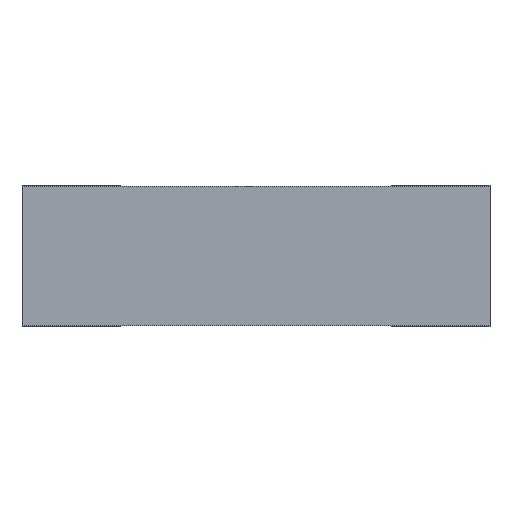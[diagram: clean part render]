
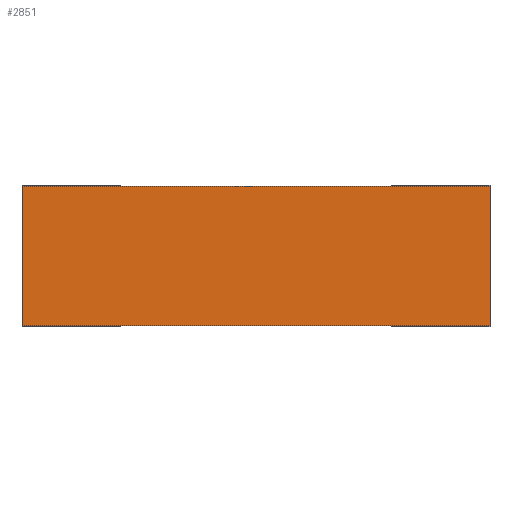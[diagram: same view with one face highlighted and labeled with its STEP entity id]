
A CAD part, left-side view. The second image highlights one B-rep face of the part: STEP entity #2851.
In plain terms, the highlighted planar face has unit normal (-1, 0, 0).
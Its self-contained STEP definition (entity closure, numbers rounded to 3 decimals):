
#44 = ORIENTED_EDGE ( 'NONE', *, *, #1691, .F. ) ;
#338 = CARTESIAN_POINT ( 'NONE',  ( -1.75, 1.9, 1.13 ) ) ;
#592 = DIRECTION ( 'NONE',  ( 0., -1., 0. ) ) ;
#960 = VECTOR ( 'NONE', #592, 1000. ) ;
#1047 = CARTESIAN_POINT ( 'NONE',  ( -1.75, -1.9, 0. ) ) ;
#1158 = CARTESIAN_POINT ( 'NONE',  ( -1.75, -1.9, 0. ) ) ;
#1512 = VERTEX_POINT ( 'NONE', #338 ) ;
#1573 = DIRECTION ( 'NONE',  ( 0., 0., 1. ) ) ;
#1691 = EDGE_CURVE ( 'NONE', #4230, #3734, #2301, .T. ) ;
#1801 = EDGE_CURVE ( 'NONE', #4230, #1512, #3359, .T. ) ;
#1812 = PLANE ( 'NONE',  #3272 ) ;
#1901 = VECTOR ( 'NONE', #2933, 1000. ) ;
#2301 = LINE ( 'NONE', #1158, #5309 ) ;
#2489 = DIRECTION ( 'NONE',  ( 0., 0., -1. ) ) ;
#2509 = ORIENTED_EDGE ( 'NONE', *, *, #3569, .T. ) ;
#2785 = LINE ( 'NONE', #5311, #4254 ) ;
#2851 = ADVANCED_FACE ( 'NONE', ( #4782 ), #1812, .T. ) ;
#2933 = DIRECTION ( 'NONE',  ( 0., 1., 0. ) ) ;
#3272 = AXIS2_PLACEMENT_3D ( 'NONE', #1047, #4095, #1573 ) ;
#3298 = EDGE_CURVE ( 'NONE', #3536, #3734, #4310, .T. ) ;
#3359 = LINE ( 'NONE', #5006, #1901 ) ;
#3485 = ORIENTED_EDGE ( 'NONE', *, *, #3298, .T. ) ;
#3536 = VERTEX_POINT ( 'NONE', #4761 ) ;
#3569 = EDGE_CURVE ( 'NONE', #1512, #3536, #2785, .T. ) ;
#3734 = VERTEX_POINT ( 'NONE', #5139 ) ;
#3807 = EDGE_LOOP ( 'NONE', ( #2509, #3485, #44, #4149 ) ) ;
#3841 = CARTESIAN_POINT ( 'NONE',  ( -1.75, 1.9, 0. ) ) ;
#4075 = DIRECTION ( 'NONE',  ( 0., 0., -1. ) ) ;
#4095 = DIRECTION ( 'NONE',  ( -1., 0., 0. ) ) ;
#4149 = ORIENTED_EDGE ( 'NONE', *, *, #1801, .T. ) ;
#4230 = VERTEX_POINT ( 'NONE', #4960 ) ;
#4254 = VECTOR ( 'NONE', #2489, 1000. ) ;
#4310 = LINE ( 'NONE', #3841, #960 ) ;
#4761 = CARTESIAN_POINT ( 'NONE',  ( -1.75, 1.9, 0. ) ) ;
#4782 = FACE_OUTER_BOUND ( 'NONE', #3807, .T. ) ;
#4960 = CARTESIAN_POINT ( 'NONE',  ( -1.75, -1.9, 1.13 ) ) ;
#5006 = CARTESIAN_POINT ( 'NONE',  ( -1.75, -1.9, 1.13 ) ) ;
#5139 = CARTESIAN_POINT ( 'NONE',  ( -1.75, -1.9, 0. ) ) ;
#5309 = VECTOR ( 'NONE', #4075, 1000. ) ;
#5311 = CARTESIAN_POINT ( 'NONE',  ( -1.75, 1.9, 0. ) ) ;
